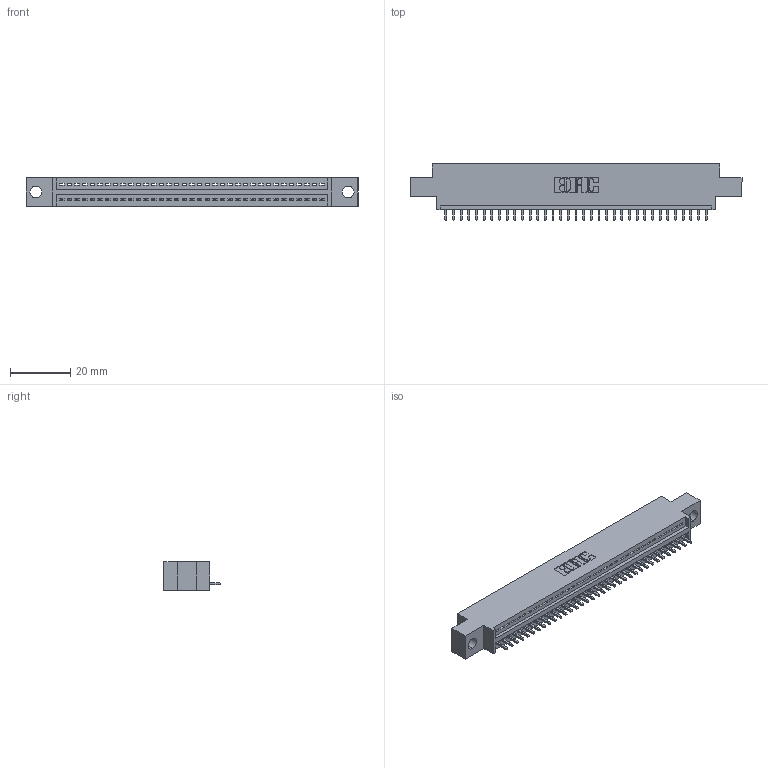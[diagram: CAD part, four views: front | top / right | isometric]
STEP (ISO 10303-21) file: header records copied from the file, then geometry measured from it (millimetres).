
FILE_DESCRIPTION (( 'STEP AP203' ), '1' );
FILE_NAME ('345-035-521-604.STEP', '2021-05-26T14:47:32', ( '' ), ( '' ), 'SwSTEP 2.0', 'SolidWorks 2020', '' );
FILE_SCHEMA (( 'CONFIG_CONTROL_DESIGN' ));
Length unit declared in the file: inch
Products named in the file (3): 345-292-001_345-293-121; 345-035-521-604; 345 Part_0.170 Offset - 0.156 Dia-TI
Assembly tree (36 placements, depth 2):
  345-035-521-604
    345 Part_0.170 Offset - 0.156 Dia-TI
    345-292-001_345-293-121  x35
Bounding box: 110.11 x 18.72 x 9.4 mm (x, y, z)
Volume: 10082 mm3; surface area: 12882.5 mm2
Topology: 36 solids, 36 shells, 2174 faces, 6549 edges, 4318 vertices
Faces by surface type: plane 1498, cylinder 676
Entity records: 27853 total; most frequent: CARTESIAN_POINT 4835, ORIENTED_EDGE 4802, DIRECTION 4231, EDGE_CURVE 2401, VECTOR 2129, LINE 2129, VERTEX_POINT 1598, AXIS2_PLACEMENT_3D 1051
